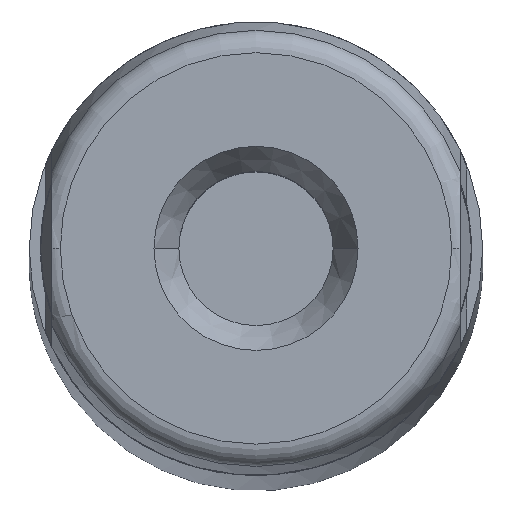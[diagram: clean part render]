
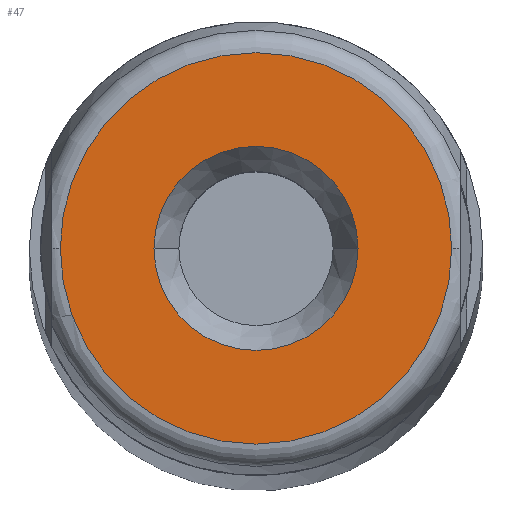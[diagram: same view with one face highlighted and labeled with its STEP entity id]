
A CAD part, top view. The second image highlights one B-rep face of the part: STEP entity #47.
In plain terms, the highlighted planar face has unit normal (0, 0, 1).
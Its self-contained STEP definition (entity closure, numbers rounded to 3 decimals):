
#5 = VERTEX_POINT ( 'NONE', #507 ) ;
#6 = EDGE_CURVE ( 'NONE', #5, #122, #573, .T. ) ;
#24 = ORIENTED_EDGE ( 'NONE', *, *, #6, .F. ) ;
#25 = EDGE_LOOP ( 'NONE', ( #31, #29 ) ) ;
#28 = EDGE_CURVE ( 'NONE', #272, #277, #599, .T. ) ;
#29 = ORIENTED_EDGE ( 'NONE', *, *, #28, .T. ) ;
#31 = ORIENTED_EDGE ( 'NONE', *, *, #289, .T. ) ;
#33 = ORIENTED_EDGE ( 'NONE', *, *, #34, .F. ) ;
#34 = EDGE_CURVE ( 'NONE', #122, #5, #587, .T. ) ;
#47 = ADVANCED_FACE ( 'NONE', ( #614, #613 ), #612, .F. ) ;
#53 = EDGE_LOOP ( 'NONE', ( #33, #24 ) ) ;
#122 = VERTEX_POINT ( 'NONE', #790 ) ;
#272 = VERTEX_POINT ( 'NONE', #984 ) ;
#277 = VERTEX_POINT ( 'NONE', #1028 ) ;
#289 = EDGE_CURVE ( 'NONE', #277, #272, #1042, .T. ) ;
#507 = CARTESIAN_POINT ( 'NONE',  ( -4.5, 0., 0. ) ) ;
#569 = DIRECTION ( 'NONE',  ( 1., 0., 0. ) ) ;
#570 = DIRECTION ( 'NONE',  ( 0., 0., 1. ) ) ;
#571 = CARTESIAN_POINT ( 'NONE',  ( 0., 0., 0. ) ) ;
#572 = AXIS2_PLACEMENT_3D ( 'NONE', #571, #570, #569 ) ;
#573 = CIRCLE ( 'NONE', #572, 4.5 ) ;
#583 = DIRECTION ( 'NONE',  ( 1., 0., 0. ) ) ;
#584 = DIRECTION ( 'NONE',  ( 0., 0., 1. ) ) ;
#585 = CARTESIAN_POINT ( 'NONE',  ( 0., 0., 0. ) ) ;
#586 = AXIS2_PLACEMENT_3D ( 'NONE', #585, #584, #583 ) ;
#587 = CIRCLE ( 'NONE', #586, 4.5 ) ;
#595 = DIRECTION ( 'NONE',  ( 1., 0., 0. ) ) ;
#596 = DIRECTION ( 'NONE',  ( 0., 0., 1. ) ) ;
#597 = CARTESIAN_POINT ( 'NONE',  ( 0., 0., 0. ) ) ;
#598 = AXIS2_PLACEMENT_3D ( 'NONE', #597, #596, #595 ) ;
#599 = CIRCLE ( 'NONE', #598, 8.632 ) ;
#608 = DIRECTION ( 'NONE',  ( -1., 0., 0. ) ) ;
#609 = DIRECTION ( 'NONE',  ( 0., 0., -1. ) ) ;
#610 = CARTESIAN_POINT ( 'NONE',  ( 0., 0., 0. ) ) ;
#611 = AXIS2_PLACEMENT_3D ( 'NONE', #610, #609, #608 ) ;
#612 = PLANE ( 'NONE',  #611 ) ;
#613 = FACE_OUTER_BOUND ( 'NONE', #25, .T. ) ;
#614 = FACE_BOUND ( 'NONE', #53, .T. ) ;
#790 = CARTESIAN_POINT ( 'NONE',  ( 4.5, 0., 0. ) ) ;
#984 = CARTESIAN_POINT ( 'NONE',  ( -8.632, 0., 0. ) ) ;
#1028 = CARTESIAN_POINT ( 'NONE',  ( 8.632, 0., 0. ) ) ;
#1038 = DIRECTION ( 'NONE',  ( 1., 0., 0. ) ) ;
#1039 = DIRECTION ( 'NONE',  ( 0., 0., 1. ) ) ;
#1040 = CARTESIAN_POINT ( 'NONE',  ( 0., 0., 0. ) ) ;
#1041 = AXIS2_PLACEMENT_3D ( 'NONE', #1040, #1039, #1038 ) ;
#1042 = CIRCLE ( 'NONE', #1041, 8.632 ) ;
